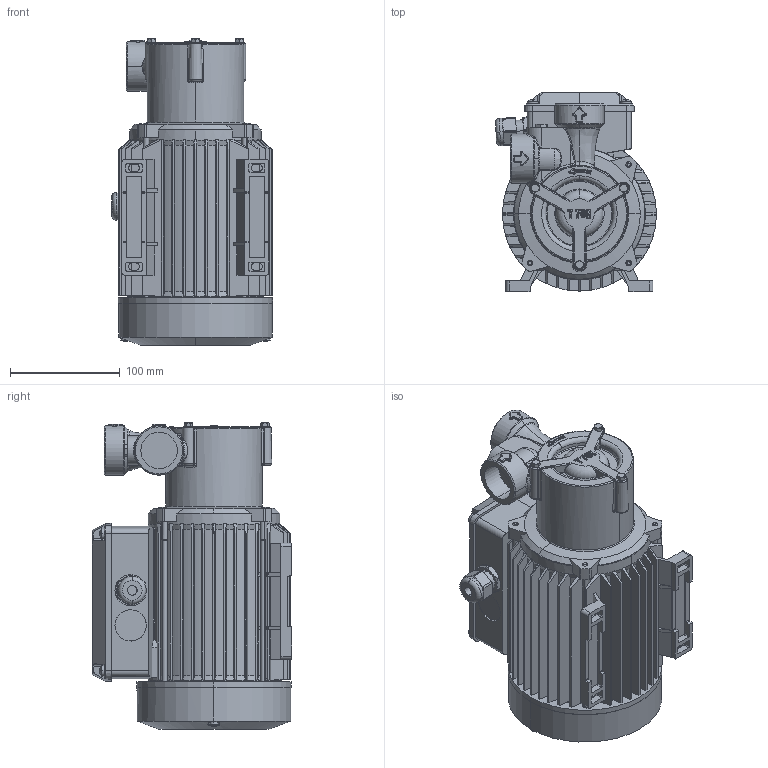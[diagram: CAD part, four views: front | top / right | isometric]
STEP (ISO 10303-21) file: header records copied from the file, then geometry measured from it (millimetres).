
FILE_DESCRIPTION (( 'STEP AP214' ), '1' );
FILE_NAME ('4_93_450_02_REV00.step', '2021-11-05T09:17:49', ( 'Windows User' ), ( '' ), 'SwSTEP 2.0', 'SolidWorks 2020', '' );
FILE_SCHEMA (( 'AUTOMOTIVE_DESIGN' ));
Length unit declared in the file: millimetre
Products named in the file (1): 4_93_450_02_REV00
Bounding box: 146.77 x 182 x 279.1 mm (x, y, z)
Volume: 3761391.6 mm3; surface area: 318146.7 mm2
Topology: 2 solids, 2 shells, 1548 faces, 4030 edges, 2532 vertices
Faces by surface type: plane 699, cylinder 372, bspline 277, cone 168, torus 20, sphere 12
Entity records: 87854 total; most frequent: CARTESIAN_POINT 52867, ORIENTED_EDGE 7994, DIRECTION 6068, EDGE_CURVE 3997, VERTEX_POINT 2532, AXIS2_PLACEMENT_3D 2026, LINE 2016, VECTOR 2016
